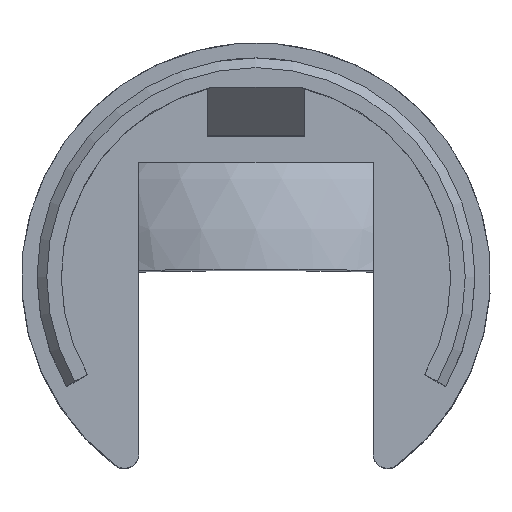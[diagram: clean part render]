
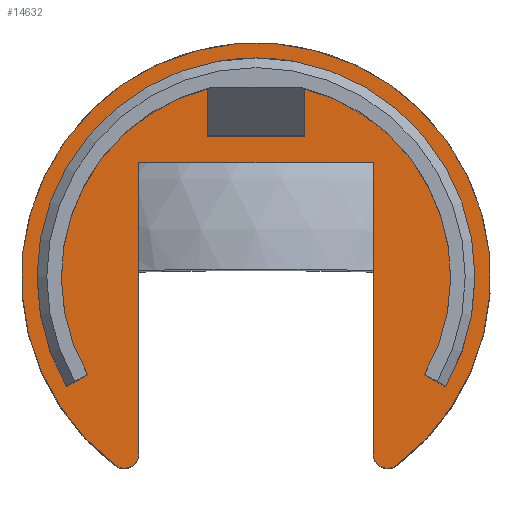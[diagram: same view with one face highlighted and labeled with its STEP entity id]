
A CAD part, top view. The second image highlights one B-rep face of the part: STEP entity #14632.
In plain terms, the highlighted planar face has unit normal (0, 0, 1).
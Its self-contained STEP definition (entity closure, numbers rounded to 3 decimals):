
#150 = DIRECTION ( 'NONE',  ( 0., -1., 0. ) ) ;
#305 = EDGE_CURVE ( 'NONE', #2109, #4027, #12841, .T. ) ;
#380 = CIRCLE ( 'NONE', #14883, 20.05 ) ;
#621 = ORIENTED_EDGE ( 'NONE', *, *, #11831, .T. ) ;
#1126 = ORIENTED_EDGE ( 'NONE', *, *, #17169, .T. ) ;
#1182 = CARTESIAN_POINT ( 'NONE',  ( -5., 14.55, 0. ) ) ;
#1292 = DIRECTION ( 'NONE',  ( -1., 0., 0. ) ) ;
#1293 = CIRCLE ( 'NONE', #3415, 22.25 ) ;
#1489 = CARTESIAN_POINT ( 'NONE',  ( -5., 19.417, 0. ) ) ;
#2003 = DIRECTION ( 'NONE',  ( 0., 0., -1. ) ) ;
#2109 = VERTEX_POINT ( 'NONE', #8784 ) ;
#2245 = VECTOR ( 'NONE', #8419, 1000. ) ;
#2495 = FACE_BOUND ( 'NONE', #7885, .T. ) ;
#2513 = DIRECTION ( 'NONE',  ( -1., 0., 0. ) ) ;
#2524 = DIRECTION ( 'NONE',  ( 1., 0., 0. ) ) ;
#2533 = CARTESIAN_POINT ( 'NONE',  ( -17.364, -10.025, 0. ) ) ;
#2698 = VERTEX_POINT ( 'NONE', #18479 ) ;
#2864 = VERTEX_POINT ( 'NONE', #6699 ) ;
#2909 = DIRECTION ( 'NONE',  ( 0.866, -0.5, 0. ) ) ;
#3368 = CARTESIAN_POINT ( 'NONE',  ( -19.269, -11.125, 0. ) ) ;
#3415 = AXIS2_PLACEMENT_3D ( 'NONE', #6953, #8630, #2524 ) ;
#3491 = CARTESIAN_POINT ( 'NONE',  ( 0., 0., 0. ) ) ;
#3670 = EDGE_CURVE ( 'NONE', #17971, #2109, #8365, .T. ) ;
#3854 = CARTESIAN_POINT ( 'NONE',  ( 0., 0., 0. ) ) ;
#4027 = VERTEX_POINT ( 'NONE', #8537 ) ;
#4475 = VERTEX_POINT ( 'NONE', #9814 ) ;
#4574 = CARTESIAN_POINT ( 'NONE',  ( 12.05, -18.15, 0. ) ) ;
#4581 = LINE ( 'NONE', #16633, #16378 ) ;
#4624 = LINE ( 'NONE', #9526, #9909 ) ;
#4647 = AXIS2_PLACEMENT_3D ( 'NONE', #16709, #7475, #1292 ) ;
#5025 = DIRECTION ( 'NONE',  ( 0., 0., -1. ) ) ;
#5040 = CARTESIAN_POINT ( 'NONE',  ( -12.05, 11.83, 0. ) ) ;
#5368 = EDGE_CURVE ( 'NONE', #19964, #4475, #380, .T. ) ;
#5496 = ORIENTED_EDGE ( 'NONE', *, *, #3670, .F. ) ;
#5550 = CARTESIAN_POINT ( 'NONE',  ( 5., 19.417, 0. ) ) ;
#5702 = ORIENTED_EDGE ( 'NONE', *, *, #8511, .F. ) ;
#6349 = CARTESIAN_POINT ( 'NONE',  ( -12.05, 11.83, 0. ) ) ;
#6456 = VERTEX_POINT ( 'NONE', #10877 ) ;
#6699 = CARTESIAN_POINT ( 'NONE',  ( 19.269, -11.125, 0. ) ) ;
#6953 = CARTESIAN_POINT ( 'NONE',  ( 0., 0., 0. ) ) ;
#7157 = DIRECTION ( 'NONE',  ( 0.866, 0.5, 0. ) ) ;
#7475 = DIRECTION ( 'NONE',  ( 0., 0., -1. ) ) ;
#7562 = DIRECTION ( 'NONE',  ( 0., 0., -1. ) ) ;
#7655 = EDGE_CURVE ( 'NONE', #13878, #13465, #14063, .T. ) ;
#7806 = CIRCLE ( 'NONE', #15882, 20.05 ) ;
#7885 = EDGE_LOOP ( 'NONE', ( #17300, #7903, #9591, #1126, #621, #16089, #17409, #16918 ) ) ;
#7903 = ORIENTED_EDGE ( 'NONE', *, *, #19046, .F. ) ;
#8197 = DIRECTION ( 'NONE',  ( -1., 0., 0. ) ) ;
#8365 = LINE ( 'NONE', #6349, #10055 ) ;
#8419 = DIRECTION ( 'NONE',  ( 0., 1., 0. ) ) ;
#8511 = EDGE_CURVE ( 'NONE', #2698, #17971, #11872, .T. ) ;
#8537 = CARTESIAN_POINT ( 'NONE',  ( -14.447, -19.352, 0. ) ) ;
#8551 = ORIENTED_EDGE ( 'NONE', *, *, #15864, .F. ) ;
#8630 = DIRECTION ( 'NONE',  ( 0., 0., 1. ) ) ;
#8652 = AXIS2_PLACEMENT_3D ( 'NONE', #3854, #19259, #2513 ) ;
#8784 = CARTESIAN_POINT ( 'NONE',  ( -12.05, -18.15, 0. ) ) ;
#9217 = CARTESIAN_POINT ( 'NONE',  ( 5., 14.55, 0. ) ) ;
#9526 = CARTESIAN_POINT ( 'NONE',  ( 5., 21.681, 0. ) ) ;
#9591 = ORIENTED_EDGE ( 'NONE', *, *, #5368, .F. ) ;
#9694 = LINE ( 'NONE', #11727, #2245 ) ;
#9814 = CARTESIAN_POINT ( 'NONE',  ( 17.364, -10.025, 0. ) ) ;
#9909 = VECTOR ( 'NONE', #15513, 1000. ) ;
#10005 = DIRECTION ( 'NONE',  ( 1., 0., 0. ) ) ;
#10055 = VECTOR ( 'NONE', #150, 1000. ) ;
#10057 = ORIENTED_EDGE ( 'NONE', *, *, #18939, .F. ) ;
#10477 = DIRECTION ( 'NONE',  ( 0., 1., 0. ) ) ;
#10877 = CARTESIAN_POINT ( 'NONE',  ( 14.447, -19.352, 0. ) ) ;
#11155 = EDGE_LOOP ( 'NONE', ( #11289, #5496, #5702, #8551, #14528, #10057 ) ) ;
#11289 = ORIENTED_EDGE ( 'NONE', *, *, #305, .F. ) ;
#11727 = CARTESIAN_POINT ( 'NONE',  ( 12.05, 11.83, 0. ) ) ;
#11831 = EDGE_CURVE ( 'NONE', #13767, #13878, #14333, .T. ) ;
#11872 = LINE ( 'NONE', #18982, #15266 ) ;
#11876 = VERTEX_POINT ( 'NONE', #4574 ) ;
#12147 = CARTESIAN_POINT ( 'NONE',  ( -5., 14.55, 0. ) ) ;
#12634 = AXIS2_PLACEMENT_3D ( 'NONE', #19750, #7562, #19817 ) ;
#12841 = CIRCLE ( 'NONE', #4647, 1.5 ) ;
#12989 = VECTOR ( 'NONE', #7157, 1000. ) ;
#13323 = VECTOR ( 'NONE', #10477, 1000. ) ;
#13465 = VERTEX_POINT ( 'NONE', #1489 ) ;
#13767 = VERTEX_POINT ( 'NONE', #19229 ) ;
#13847 = VECTOR ( 'NONE', #19994, 1000. ) ;
#13878 = VERTEX_POINT ( 'NONE', #12147 ) ;
#13939 = DIRECTION ( 'NONE',  ( 1., 0., 0. ) ) ;
#13987 = AXIS2_PLACEMENT_3D ( 'NONE', #15466, #2003, #14441 ) ;
#14063 = LINE ( 'NONE', #1182, #13323 ) ;
#14254 = EDGE_CURVE ( 'NONE', #2864, #19687, #1293, .T. ) ;
#14333 = LINE ( 'NONE', #9217, #13847 ) ;
#14441 = DIRECTION ( 'NONE',  ( -1., 0., 0. ) ) ;
#14528 = ORIENTED_EDGE ( 'NONE', *, *, #17051, .F. ) ;
#14632 = ADVANCED_FACE ( 'NONE', ( #15741, #2495 ), #19983, .F. ) ;
#14883 = AXIS2_PLACEMENT_3D ( 'NONE', #18667, #15748, #13939 ) ;
#15266 = VECTOR ( 'NONE', #8197, 1000. ) ;
#15466 = CARTESIAN_POINT ( 'NONE',  ( -13.55, -18.15, 0. ) ) ;
#15513 = DIRECTION ( 'NONE',  ( 0., -1., 0. ) ) ;
#15668 = LINE ( 'NONE', #2533, #12989 ) ;
#15741 = FACE_OUTER_BOUND ( 'NONE', #11155, .T. ) ;
#15748 = DIRECTION ( 'NONE',  ( 0., 0., -1. ) ) ;
#15864 = EDGE_CURVE ( 'NONE', #11876, #2698, #9694, .T. ) ;
#15882 = AXIS2_PLACEMENT_3D ( 'NONE', #3491, #5025, #10005 ) ;
#16089 = ORIENTED_EDGE ( 'NONE', *, *, #7655, .T. ) ;
#16378 = VECTOR ( 'NONE', #2909, 1000. ) ;
#16633 = CARTESIAN_POINT ( 'NONE',  ( 19.529, -11.275, 0. ) ) ;
#16709 = CARTESIAN_POINT ( 'NONE',  ( -13.55, -18.15, 0. ) ) ;
#16918 = ORIENTED_EDGE ( 'NONE', *, *, #18462, .F. ) ;
#17051 = EDGE_CURVE ( 'NONE', #6456, #11876, #17157, .T. ) ;
#17157 = CIRCLE ( 'NONE', #12634, 1.5 ) ;
#17169 = EDGE_CURVE ( 'NONE', #19964, #13767, #4624, .T. ) ;
#17300 = ORIENTED_EDGE ( 'NONE', *, *, #14254, .F. ) ;
#17409 = ORIENTED_EDGE ( 'NONE', *, *, #19680, .F. ) ;
#17971 = VERTEX_POINT ( 'NONE', #5040 ) ;
#18462 = EDGE_CURVE ( 'NONE', #19687, #18737, #15668, .T. ) ;
#18479 = CARTESIAN_POINT ( 'NONE',  ( 12.05, 11.83, 0. ) ) ;
#18667 = CARTESIAN_POINT ( 'NONE',  ( 0., 0., 0. ) ) ;
#18737 = VERTEX_POINT ( 'NONE', #19128 ) ;
#18939 = EDGE_CURVE ( 'NONE', #4027, #6456, #19266, .T. ) ;
#18982 = CARTESIAN_POINT ( 'NONE',  ( 12.05, 11.83, 0. ) ) ;
#19046 = EDGE_CURVE ( 'NONE', #4475, #2864, #4581, .T. ) ;
#19128 = CARTESIAN_POINT ( 'NONE',  ( -17.364, -10.025, 0. ) ) ;
#19229 = CARTESIAN_POINT ( 'NONE',  ( 5., 14.55, 0. ) ) ;
#19259 = DIRECTION ( 'NONE',  ( 0., 0., -1. ) ) ;
#19266 = CIRCLE ( 'NONE', #8652, 24.15 ) ;
#19680 = EDGE_CURVE ( 'NONE', #18737, #13465, #7806, .T. ) ;
#19687 = VERTEX_POINT ( 'NONE', #3368 ) ;
#19750 = CARTESIAN_POINT ( 'NONE',  ( 13.55, -18.15, 0. ) ) ;
#19817 = DIRECTION ( 'NONE',  ( -1., 0., 0. ) ) ;
#19964 = VERTEX_POINT ( 'NONE', #5550 ) ;
#19983 = PLANE ( 'NONE',  #13987 ) ;
#19994 = DIRECTION ( 'NONE',  ( -1., 0., 0. ) ) ;
